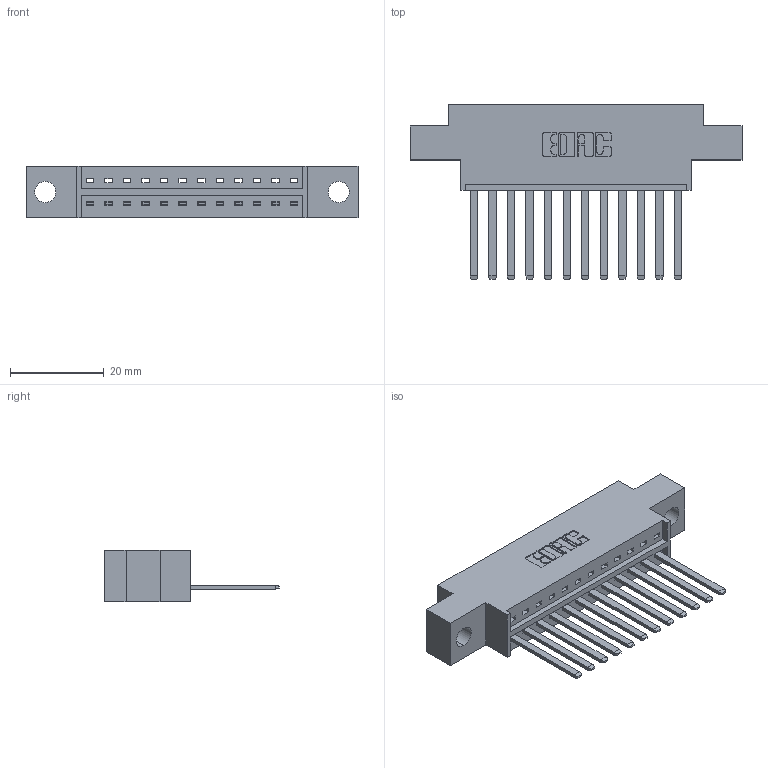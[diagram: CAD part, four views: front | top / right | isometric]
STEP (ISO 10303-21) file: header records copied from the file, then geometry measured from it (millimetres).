
FILE_DESCRIPTION (( 'STEP AP203' ), '1' );
FILE_NAME ('336-012-541-609.STEP', '2020-08-07T19:41:55', ( '' ), ( '' ), 'SwSTEP 2.0', 'SolidWorks 2020', '' );
FILE_SCHEMA (( 'CONFIG_CONTROL_DESIGN' ));
Length unit declared in the file: inch
Products named in the file (3): 336 Part_Offset - .178 Dia - TH; 336-012-541-609; 336-290-001_336-290-541
Assembly tree (13 placements, depth 2):
  336-012-541-609
    336 Part_Offset - .178 Dia - TH
    336-290-001_336-290-541  x12
Bounding box: 70.94 x 37.34 x 11.1 mm (x, y, z)
Volume: 9327 mm3; surface area: 9718.3 mm2
Topology: 13 solids, 13 shells, 718 faces, 2171 edges, 1438 vertices
Faces by surface type: plane 482, cylinder 236
Entity records: 12654 total; most frequent: CARTESIAN_POINT 2293, ORIENTED_EDGE 2142, DIRECTION 1895, EDGE_CURVE 1071, VECTOR 939, LINE 939, VERTEX_POINT 712, AXIS2_PLACEMENT_3D 478
